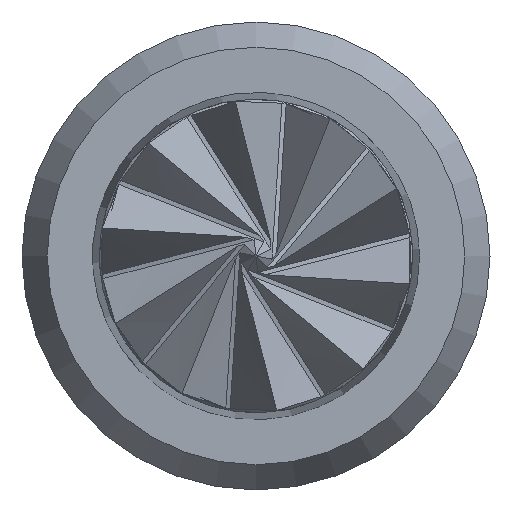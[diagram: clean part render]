
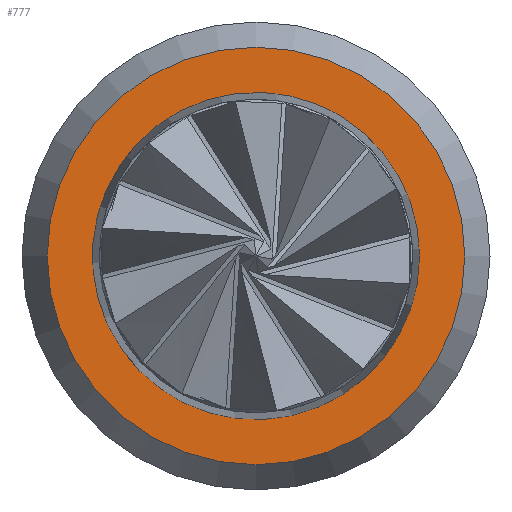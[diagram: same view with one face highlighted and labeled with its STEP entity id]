
A CAD part, left-side view. The second image highlights one B-rep face of the part: STEP entity #777.
In plain terms, the highlighted planar face has unit normal (-1, 0, 0).
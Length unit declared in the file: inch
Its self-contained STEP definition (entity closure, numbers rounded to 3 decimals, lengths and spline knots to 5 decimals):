
#3 = VERTEX_POINT ( 'NONE', #1068 ) ;
#109 = DIRECTION ( 'NONE',  ( 0., -1., 0. ) ) ;
#123 = ORIENTED_EDGE ( 'NONE', *, *, #952, .F. ) ;
#138 = FACE_OUTER_BOUND ( 'NONE', #862, .T. ) ;
#145 = EDGE_LOOP ( 'NONE', ( #1799 ) ) ;
#288 = DIRECTION ( 'NONE',  ( -1., 0., 0. ) ) ;
#300 = CARTESIAN_POINT ( 'NONE',  ( -0.0565, 0.024, 0. ) ) ;
#515 = CARTESIAN_POINT ( 'NONE',  ( -0.0565, 0., 0. ) ) ;
#577 = FACE_BOUND ( 'NONE', #145, .T. ) ;
#597 = DIRECTION ( 'NONE',  ( 0., -1., 0. ) ) ;
#653 = AXIS2_PLACEMENT_3D ( 'NONE', #1905, #288, #597 ) ;
#768 = AXIS2_PLACEMENT_3D ( 'NONE', #995, #1448, #109 ) ;
#777 = ADVANCED_FACE ( 'NONE', ( #577, #138 ), #1914, .T. ) ;
#829 = DIRECTION ( 'NONE',  ( 1., 0., 0. ) ) ;
#851 = CIRCLE ( 'NONE', #1578, 0.024 ) ;
#862 = EDGE_LOOP ( 'NONE', ( #123 ) ) ;
#952 = EDGE_CURVE ( 'NONE', #1138, #1138, #851, .T. ) ;
#995 = CARTESIAN_POINT ( 'NONE',  ( -0.0565, 0., 0. ) ) ;
#1068 = CARTESIAN_POINT ( 'NONE',  ( -0.0565, -0.0188, 0. ) ) ;
#1138 = VERTEX_POINT ( 'NONE', #300 ) ;
#1260 = DIRECTION ( 'NONE',  ( 0., 1., 0. ) ) ;
#1375 = EDGE_CURVE ( 'NONE', #3, #3, #1557, .T. ) ;
#1448 = DIRECTION ( 'NONE',  ( 1., 0., 0. ) ) ;
#1557 = CIRCLE ( 'NONE', #768, 0.0188 ) ;
#1578 = AXIS2_PLACEMENT_3D ( 'NONE', #515, #829, #1260 ) ;
#1799 = ORIENTED_EDGE ( 'NONE', *, *, #1375, .T. ) ;
#1905 = CARTESIAN_POINT ( 'NONE',  ( -0.0565, 0.024, 0. ) ) ;
#1914 = PLANE ( 'NONE',  #653 ) ;
